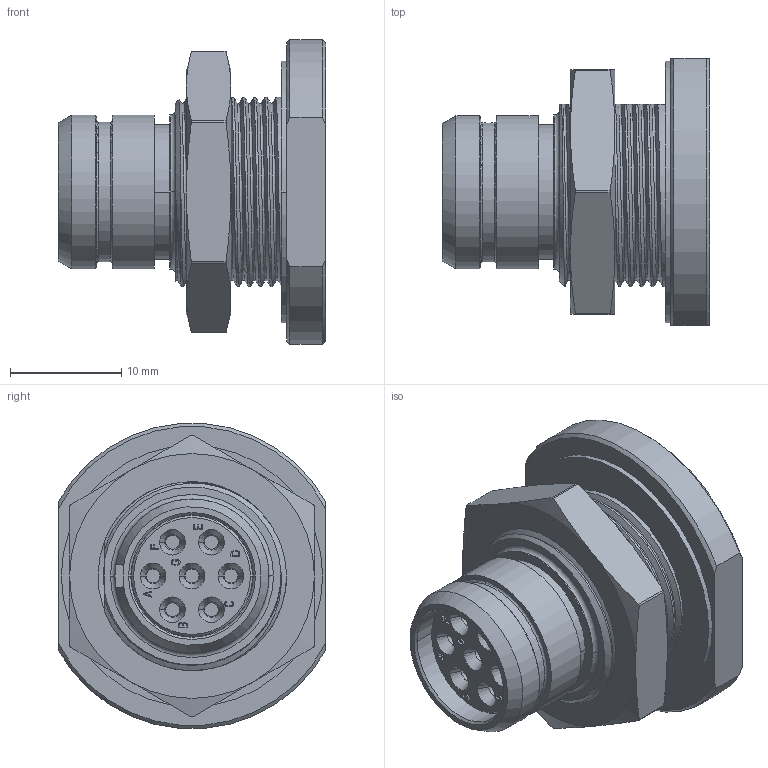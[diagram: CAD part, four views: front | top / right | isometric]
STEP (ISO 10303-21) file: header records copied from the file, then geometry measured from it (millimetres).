
FILE_DESCRIPTION((''),'2;1');
FILE_NAME('1332EVL107FS','2021-05-17T14:35:58',('cgregory'),('NET AG system integration'),'CREO PARAMETRIC BY PTC INC, 2019292','CREO PARAMETRIC BY PTC INC, 2019292','');
FILE_SCHEMA(('AUTOMOTIVE_DESIGN { 1 0 10303 214 1 1 1 1 }'));
Length unit declared in the file: millimetre
Products named in the file (1): 1332EVL107FS
Bounding box: 24 x 24 x 27.41 mm (x, y, z)
Volume: 5807.9 mm3; surface area: 4066 mm2
Topology: 1 solids, 2 shells, 481 faces, 1266 edges, 830 vertices
Faces by surface type: plane 266, cylinder 87, cone 59, bspline 45, torus 24
Entity records: 24644 total; most frequent: CARTESIAN_POINT 10220, ORIENTED_EDGE 2532, DIRECTION 2195, EDGE_CURVE 1266, VERTEX_POINT 830, AXIS2_PLACEMENT_3D 731, VECTOR 730, LINE 730
